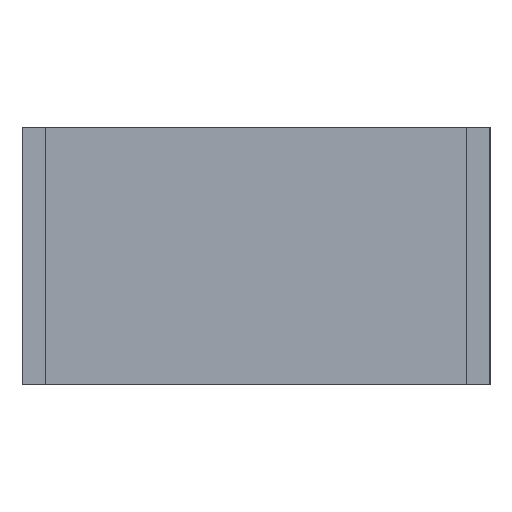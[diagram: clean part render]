
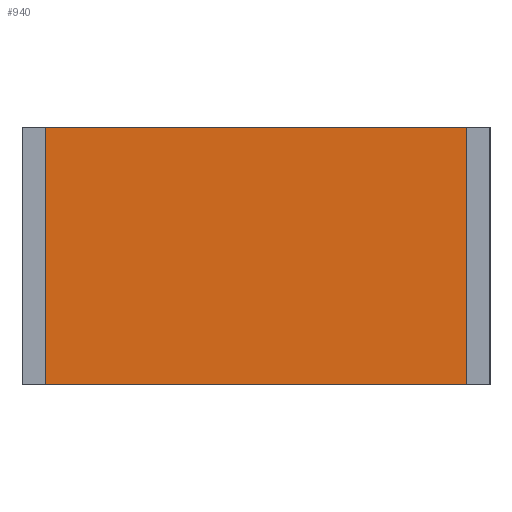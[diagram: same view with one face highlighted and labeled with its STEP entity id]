
A CAD part, left-side view. The second image highlights one B-rep face of the part: STEP entity #940.
In plain terms, the highlighted planar face has unit normal (-1, 0, 0).
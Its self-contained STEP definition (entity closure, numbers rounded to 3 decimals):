
#47 = CARTESIAN_POINT ( 'NONE',  ( -86.959, -16.919, 38.897 ) ) ;
#114 = DIRECTION ( 'NONE',  ( 0., 0., 1. ) ) ;
#222 = VERTEX_POINT ( 'NONE', #310 ) ;
#310 = CARTESIAN_POINT ( 'NONE',  ( -86.959, -52.919, 38.897 ) ) ;
#381 = CARTESIAN_POINT ( 'NONE',  ( -86.959, -52.919, 16.897 ) ) ;
#385 = DIRECTION ( 'NONE',  ( 0., -1., 0. ) ) ;
#478 = ORIENTED_EDGE ( 'NONE', *, *, #996, .T. ) ;
#496 = EDGE_CURVE ( 'NONE', #222, #744, #1067, .T. ) ;
#521 = VECTOR ( 'NONE', #114, 1000. ) ;
#544 = CARTESIAN_POINT ( 'NONE',  ( -86.959, -16.919, 16.897 ) ) ;
#587 = VECTOR ( 'NONE', #385, 1000. ) ;
#621 = LINE ( 'NONE', #783, #521 ) ;
#637 = LINE ( 'NONE', #1385, #587 ) ;
#640 = VECTOR ( 'NONE', #678, 1000. ) ;
#656 = DIRECTION ( 'NONE',  ( 0., -1., 0. ) ) ;
#678 = DIRECTION ( 'NONE',  ( 0., 1., 0. ) ) ;
#685 = ORIENTED_EDGE ( 'NONE', *, *, #1372, .T. ) ;
#715 = VERTEX_POINT ( 'NONE', #381 ) ;
#744 = VERTEX_POINT ( 'NONE', #47 ) ;
#781 = LINE ( 'NONE', #1080, #1006 ) ;
#783 = CARTESIAN_POINT ( 'NONE',  ( -86.959, -52.919, 27.897 ) ) ;
#784 = EDGE_CURVE ( 'NONE', #744, #1349, #781, .T. ) ;
#870 = FACE_OUTER_BOUND ( 'NONE', #901, .T. ) ;
#901 = EDGE_LOOP ( 'NONE', ( #1305, #1387, #685, #478 ) ) ;
#940 = ADVANCED_FACE ( 'NONE', ( #870 ), #1108, .T. ) ;
#996 = EDGE_CURVE ( 'NONE', #715, #222, #621, .T. ) ;
#1006 = VECTOR ( 'NONE', #1310, 1000. ) ;
#1067 = LINE ( 'NONE', #1260, #640 ) ;
#1080 = CARTESIAN_POINT ( 'NONE',  ( -86.959, -16.919, 27.897 ) ) ;
#1108 = PLANE ( 'NONE',  #1377 ) ;
#1260 = CARTESIAN_POINT ( 'NONE',  ( -86.959, -34.919, 38.897 ) ) ;
#1272 = CARTESIAN_POINT ( 'NONE',  ( -86.959, -16.919, 16.897 ) ) ;
#1305 = ORIENTED_EDGE ( 'NONE', *, *, #496, .T. ) ;
#1310 = DIRECTION ( 'NONE',  ( 0., 0., -1. ) ) ;
#1327 = DIRECTION ( 'NONE',  ( -1., 0., 0. ) ) ;
#1349 = VERTEX_POINT ( 'NONE', #1272 ) ;
#1372 = EDGE_CURVE ( 'NONE', #1349, #715, #637, .T. ) ;
#1377 = AXIS2_PLACEMENT_3D ( 'NONE', #544, #1327, #656 ) ;
#1385 = CARTESIAN_POINT ( 'NONE',  ( -86.959, -34.919, 16.897 ) ) ;
#1387 = ORIENTED_EDGE ( 'NONE', *, *, #784, .T. ) ;
